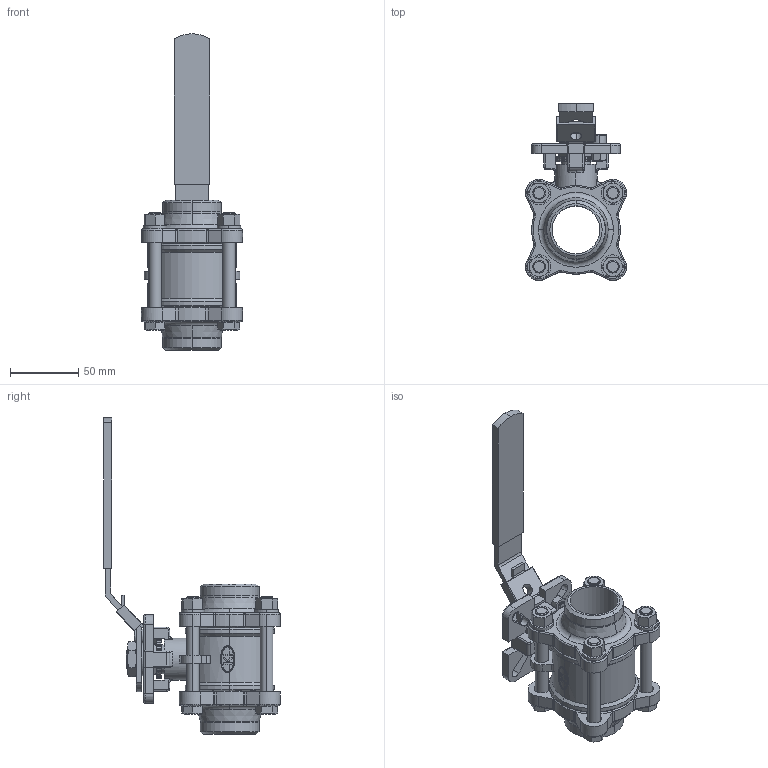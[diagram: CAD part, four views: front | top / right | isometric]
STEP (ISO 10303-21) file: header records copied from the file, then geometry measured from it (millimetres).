
FILE_DESCRIPTION (( 'STEP AP203' ), '1' );
FILE_NAME ('KV-L31 1.25.STEP', '2017-02-07T02:24:44', ( 'XiTongTianDi' ), ( 'XiTongTianDi.Com' ), 'SwSTEP 2.0', 'SolidWorks 2013', '' );
FILE_SCHEMA (( 'CONFIG_CONTROL_DESIGN' ));
Length unit declared in the file: millimetre
Products named in the file (1): KV-L31 1.25
Bounding box: 74.09 x 129.39 x 232 mm (x, y, z)
Volume: 295462.5 mm3; surface area: 88305 mm2
Topology: 1 solids, 1 shells, 1091 faces, 3035 edges, 1914 vertices
Faces by surface type: plane 368, cylinder 362, bspline 137, cone 122, torus 102
Entity records: 59290 total; most frequent: CARTESIAN_POINT 33017, ORIENTED_EDGE 6054, DIRECTION 4817, EDGE_CURVE 3027, VERTEX_POINT 1914, AXIS2_PLACEMENT_3D 1794, VECTOR 1229, LINE 1229
